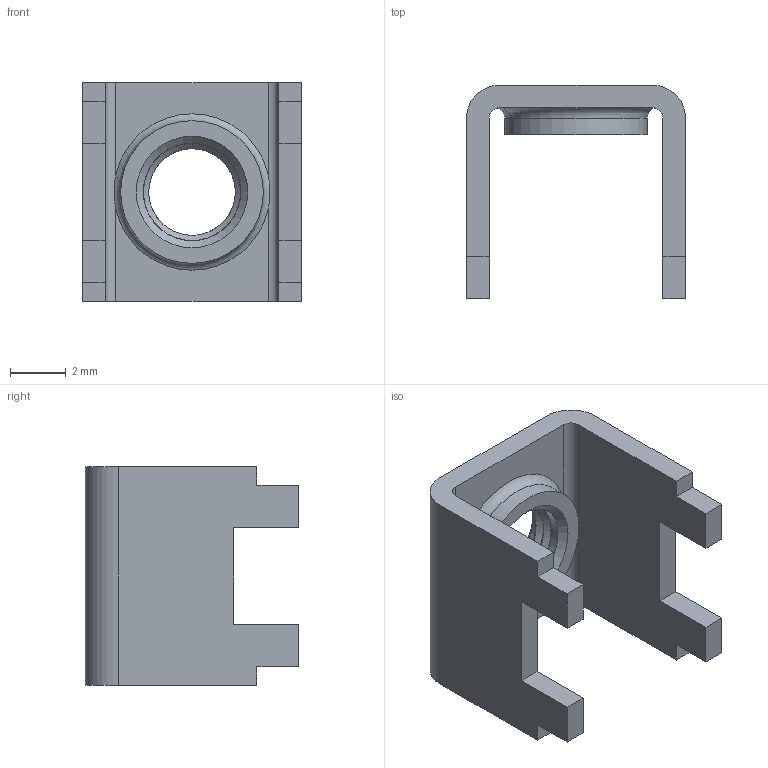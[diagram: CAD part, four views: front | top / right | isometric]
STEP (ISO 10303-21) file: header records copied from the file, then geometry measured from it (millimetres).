
FILE_DESCRIPTION(/* description */ (''),/* implementation_level */ '2;1');
FILE_NAME(/* name */ 'ScrewTerminalBase.ipt.step',/* time_stamp */ '2017-01-04T15:02:27-08:00',/* author */ ('PhillipD'),/* organization */ (''),/* preprocessor_version */ 'ST-DEVELOPER v16.5',/* originating_system */ 'Autodesk Inventor 2017',/* authorisation */ '');
FILE_SCHEMA (('AUTOMOTIVE_DESIGN { 1 0 10303 214 3 1 1 }'));
Length unit declared in the file: millimetre
Products named in the file (1): ScrewTerminalBase
Bounding box: 7.87 x 7.68 x 7.87 mm (x, y, z)
Volume: 120.7 mm3; surface area: 356.6 mm2
Topology: 1 solids, 1 shells, 44 faces, 120 edges, 78 vertices
Faces by surface type: plane 30, cylinder 7, bspline 4, cone 2, torus 1
Full cylindrical faces by diameter (mm): 3.505 x2, 5.131 x1
Entity records: 1631 total; most frequent: CARTESIAN_POINT 535, ORIENTED_EDGE 224, DIRECTION 202, EDGE_CURVE 112, LINE 88, VECTOR 88, VERTEX_POINT 76, AXIS2_PLACEMENT_3D 57
